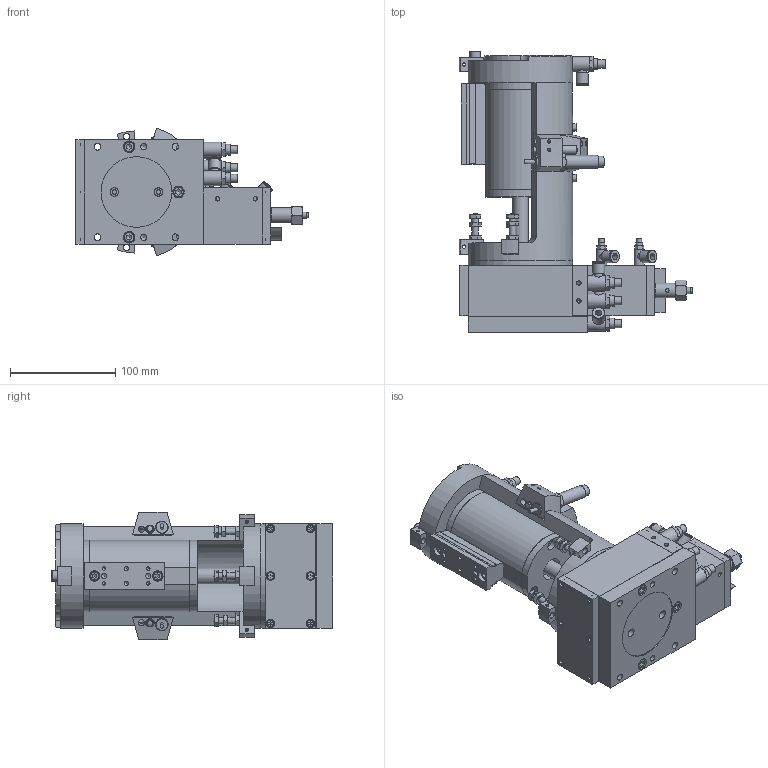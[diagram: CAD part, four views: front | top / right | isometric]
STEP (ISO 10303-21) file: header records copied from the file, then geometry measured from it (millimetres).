
FILE_DESCRIPTION((''),'2;1');
FILE_NAME('7030003.stp','2018-01-23T10:42:49',('jbalanche'),(''),'Autodesk Inventor 2012','Autodesk Inventor 2012','');
FILE_SCHEMA(('AUTOMOTIVE_DESIGN { 1 0 10303 214 1 1 1 1 }'));
Length unit declared in the file: millimetre
Products named in the file (1): 7030003
Bounding box: 221.43 x 267 x 121.24 mm (x, y, z)
Volume: 1532593.2 mm3; surface area: 431210.9 mm2
Topology: 72 solids, 72 shells, 1643 faces, 3732 edges, 2397 vertices
Faces by surface type: plane 751, cylinder 545, cone 293, torus 49, sphere 5
Full cylindrical faces by diameter (mm): 2 x1, 2.5 x3, 2.6 x2, 3 x11, 3.242 x37, 3.3 x1, 3.5 x2, 4 x20, 4.134 x16, 4.2 x4, 4.3 x18, 4.8 x2, 4.917 x20, 5 x13, 5.3 x8, 5.459 x16, 5.5 x7, 5.7 x1, 5.8 x1, 6 x41, 6.1 x8, 6.2 x1, 6.3 x4, 6.4 x14, 6.647 x4, 7 x14, 7.459 x2, 7.5 x2, 7.62 x4, 8 x30
Entity records: 45571 total; most frequent: CARTESIAN_POINT 10533, DIRECTION 6944, ORIENTED_EDGE 5678, AXIS2_PLACEMENT_3D 2996, EDGE_CURVE 2839, EDGE_LOOP 2773, VERTEX_POINT 2160, STYLED_ITEM 1714
